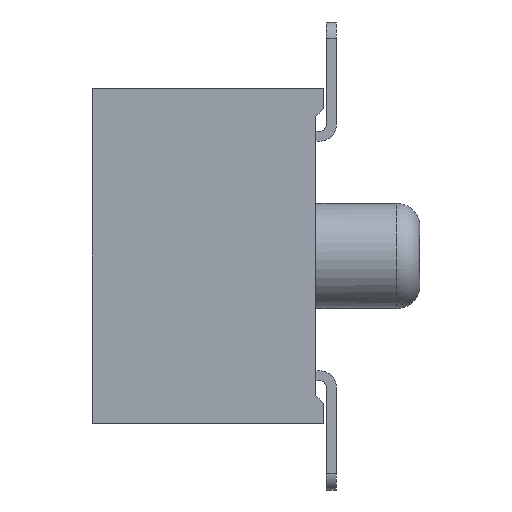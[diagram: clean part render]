
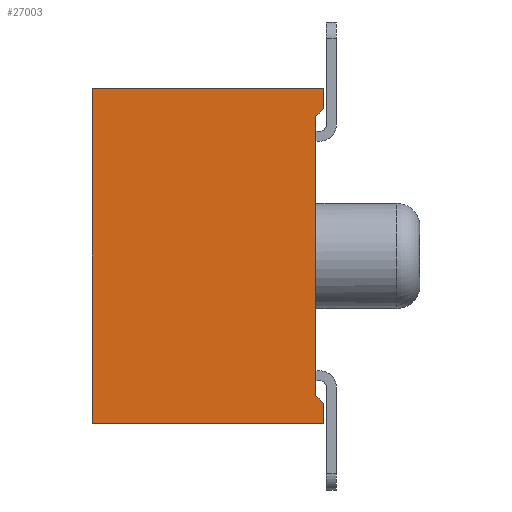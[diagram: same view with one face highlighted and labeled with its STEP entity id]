
A CAD part, front view. The second image highlights one B-rep face of the part: STEP entity #27003.
In plain terms, the highlighted planar face has unit normal (0, -1, 0).
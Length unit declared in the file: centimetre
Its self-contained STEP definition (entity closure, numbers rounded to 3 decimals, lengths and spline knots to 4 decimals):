
#1665=FACE_OUTER_BOUND('',#3293,.T.);
#3293=EDGE_LOOP('',(#18323,#18324,#18325,#18326,#18327,#18328,#18329,#18330));
#5244=LINE('',#40376,#8292);
#5247=LINE('',#40381,#8295);
#5281=LINE('',#40457,#8329);
#5283=LINE('',#40461,#8331);
#5284=LINE('',#40464,#8332);
#5285=LINE('',#40466,#8333);
#5286=LINE('',#40468,#8334);
#5287=LINE('',#40469,#8335);
#8292=VECTOR('',#31910,0.0156);
#8295=VECTOR('',#31915,0.425);
#8329=VECTOR('',#31959,0.0156);
#8331=VECTOR('',#31963,0.0305);
#8332=VECTOR('',#31966,0.351);
#8333=VECTOR('',#31967,0.508);
#8334=VECTOR('',#31968,0.351);
#8335=VECTOR('',#31969,0.0305);
#11221=VERTEX_POINT('',#40373);
#11222=VERTEX_POINT('',#40375);
#11223=VERTEX_POINT('',#40379);
#11260=VERTEX_POINT('',#40455);
#11261=VERTEX_POINT('',#40459);
#11262=VERTEX_POINT('',#40463);
#11263=VERTEX_POINT('',#40465);
#11264=VERTEX_POINT('',#40467);
#13866=EDGE_CURVE('',#11221,#11222,#5244,.T.);
#13869=EDGE_CURVE('',#11223,#11221,#5247,.T.);
#13907=EDGE_CURVE('',#11260,#11223,#5281,.T.);
#13909=EDGE_CURVE('',#11261,#11260,#5283,.T.);
#13910=EDGE_CURVE('',#11262,#11261,#5284,.T.);
#13911=EDGE_CURVE('',#11263,#11262,#5285,.T.);
#13912=EDGE_CURVE('',#11264,#11263,#5286,.T.);
#13913=EDGE_CURVE('',#11222,#11264,#5287,.T.);
#18323=ORIENTED_EDGE('',*,*,#13910,.F.);
#18324=ORIENTED_EDGE('',*,*,#13911,.F.);
#18325=ORIENTED_EDGE('',*,*,#13912,.F.);
#18326=ORIENTED_EDGE('',*,*,#13913,.F.);
#18327=ORIENTED_EDGE('',*,*,#13866,.F.);
#18328=ORIENTED_EDGE('',*,*,#13869,.F.);
#18329=ORIENTED_EDGE('',*,*,#13907,.F.);
#18330=ORIENTED_EDGE('',*,*,#13909,.F.);
#25797=PLANE('',#28643);
#27003=ADVANCED_FACE('',(#1665),#25797,.F.);
#28643=AXIS2_PLACEMENT_3D('',#40462,#31964,#31965);
#31910=DIRECTION('',(0.707,0.,-0.707));
#31915=DIRECTION('',(0.,0.,-1.));
#31959=DIRECTION('',(-0.707,0.,-0.707));
#31963=DIRECTION('',(0.,0.,-1.));
#31964=DIRECTION('center_axis',(0.,1.,0.));
#31965=DIRECTION('ref_axis',(0.,0.,-1.));
#31966=DIRECTION('',(1.,0.,0.));
#31967=DIRECTION('',(0.,0.,1.));
#31968=DIRECTION('',(-1.,0.,0.));
#31969=DIRECTION('',(0.,0.,-1.));
#40373=CARTESIAN_POINT('',(-0.011,0.,-0.2125));
#40375=CARTESIAN_POINT('',(0.,0.,-0.2235));
#40376=CARTESIAN_POINT('',(-0.011,0.,-0.2125));
#40379=CARTESIAN_POINT('',(-0.011,0.,0.2125));
#40381=CARTESIAN_POINT('',(-0.011,0.,0.2125));
#40455=CARTESIAN_POINT('',(0.,0.,0.2235));
#40457=CARTESIAN_POINT('',(0.,0.,0.2235));
#40459=CARTESIAN_POINT('',(0.,0.,0.254));
#40461=CARTESIAN_POINT('',(0.,0.,0.254));
#40462=CARTESIAN_POINT('Origin',(0.,0.,0.));
#40463=CARTESIAN_POINT('',(-0.351,0.,0.254));
#40464=CARTESIAN_POINT('',(-0.351,0.,0.254));
#40465=CARTESIAN_POINT('',(-0.351,0.,-0.254));
#40466=CARTESIAN_POINT('',(-0.351,0.,-0.254));
#40467=CARTESIAN_POINT('',(0.,0.,-0.254));
#40468=CARTESIAN_POINT('',(0.,0.,-0.254));
#40469=CARTESIAN_POINT('',(0.,0.,-0.2235));
